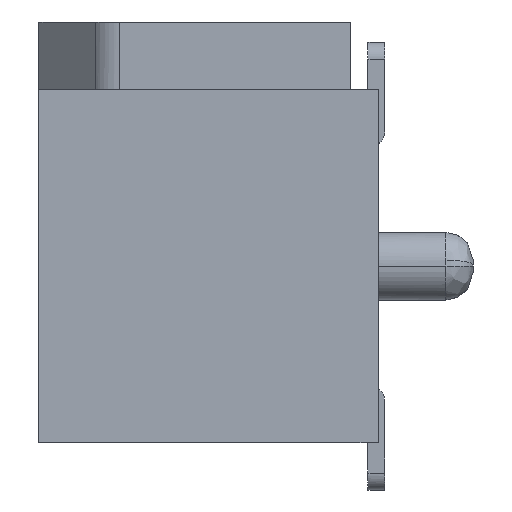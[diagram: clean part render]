
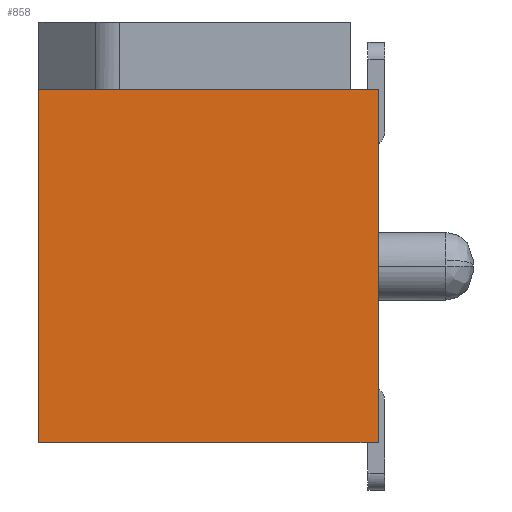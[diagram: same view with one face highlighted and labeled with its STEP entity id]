
A CAD part, left-side view. The second image highlights one B-rep face of the part: STEP entity #858.
In plain terms, the highlighted planar face has unit normal (-1, 0, 0).
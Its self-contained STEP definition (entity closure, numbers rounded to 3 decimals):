
#794=CARTESIAN_POINT('',(10.16,3.9,-2.8));
#795=DIRECTION('',(0.,0.,1.));
#796=DIRECTION('',(-1.,0.,0.));
#797=AXIS2_PLACEMENT_3D('',#794,#796,#795);
#798=PLANE('',#797);
#799=CARTESIAN_POINT('',(10.16,1.4,-5.4));
#800=VERTEX_POINT('',#799);
#801=CARTESIAN_POINT('',(10.16,1.8,-5.4));
#802=VERTEX_POINT('',#801);
#803=CARTESIAN_POINT('',(10.16,1.4,-5.4));
#804=DIRECTION('',(0.,1.,0.));
#805=VECTOR('',#804,0.4);
#806=LINE('',#803,#805);
#807=EDGE_CURVE('',#800,#802,#806,.T.);
#808=ORIENTED_EDGE('',*,*,#807,.F.);
#809=CARTESIAN_POINT('',(10.16,1.4,-0.2));
#810=VERTEX_POINT('',#809);
#811=CARTESIAN_POINT('',(10.16,1.4,-0.2));
#812=DIRECTION('',(0.,0.,-1.));
#813=VECTOR('',#812,5.2);
#814=LINE('',#811,#813);
#815=EDGE_CURVE('',#810,#800,#814,.T.);
#816=ORIENTED_EDGE('',*,*,#815,.F.);
#817=CARTESIAN_POINT('',(10.16,1.8,-0.2));
#818=VERTEX_POINT('',#817);
#819=CARTESIAN_POINT('',(10.16,1.4,-0.2));
#820=DIRECTION('',(0.,1.,0.));
#821=VECTOR('',#820,0.4);
#822=LINE('',#819,#821);
#823=EDGE_CURVE('',#810,#818,#822,.T.);
#824=ORIENTED_EDGE('',*,*,#823,.T.);
#825=CARTESIAN_POINT('',(10.16,6.4,-0.2));
#826=VERTEX_POINT('',#825);
#827=CARTESIAN_POINT('',(10.16,1.8,-0.2));
#828=CARTESIAN_POINT('',(10.16,2.72,-0.2));
#829=CARTESIAN_POINT('',(10.16,3.64,-0.2));
#830=CARTESIAN_POINT('',(10.16,4.56,-0.2));
#831=CARTESIAN_POINT('',(10.16,5.48,-0.2));
#832=CARTESIAN_POINT('',(10.16,6.4,-0.2));
#833=B_SPLINE_CURVE_WITH_KNOTS('',5,(#827,#828,#829,#830,#831,#832),.UNSPECIFIED.,.F.,.U.,(6,6),(0.,4.6),.UNSPECIFIED.);
#834=EDGE_CURVE('',#818,#826,#833,.T.);
#835=ORIENTED_EDGE('',*,*,#834,.T.);
#836=CARTESIAN_POINT('',(10.16,6.4,-5.4));
#837=VERTEX_POINT('',#836);
#838=CARTESIAN_POINT('',(10.16,6.4,-0.2));
#839=CARTESIAN_POINT('',(10.16,6.4,-1.24));
#840=CARTESIAN_POINT('',(10.16,6.4,-2.28));
#841=CARTESIAN_POINT('',(10.16,6.4,-3.32));
#842=CARTESIAN_POINT('',(10.16,6.4,-4.36));
#843=CARTESIAN_POINT('',(10.16,6.4,-5.4));
#844=B_SPLINE_CURVE_WITH_KNOTS('',5,(#838,#839,#840,#841,#842,#843),.UNSPECIFIED.,.F.,.U.,(6,6),(0.,5.2),.UNSPECIFIED.);
#845=EDGE_CURVE('',#826,#837,#844,.T.);
#846=ORIENTED_EDGE('',*,*,#845,.T.);
#847=CARTESIAN_POINT('',(10.16,6.4,-5.4));
#848=CARTESIAN_POINT('',(10.16,5.48,-5.4));
#849=CARTESIAN_POINT('',(10.16,4.56,-5.4));
#850=CARTESIAN_POINT('',(10.16,3.64,-5.4));
#851=CARTESIAN_POINT('',(10.16,2.72,-5.4));
#852=CARTESIAN_POINT('',(10.16,1.8,-5.4));
#853=B_SPLINE_CURVE_WITH_KNOTS('',5,(#847,#848,#849,#850,#851,#852),.UNSPECIFIED.,.F.,.U.,(6,6),(0.,4.6),.UNSPECIFIED.);
#854=EDGE_CURVE('',#837,#802,#853,.T.);
#855=ORIENTED_EDGE('',*,*,#854,.T.);
#856=EDGE_LOOP('',(#808,#816,#824,#835,#846,#855));
#857=FACE_OUTER_BOUND('',#856,.T.);
#858=ADVANCED_FACE('',(#857),#798,.T.);
